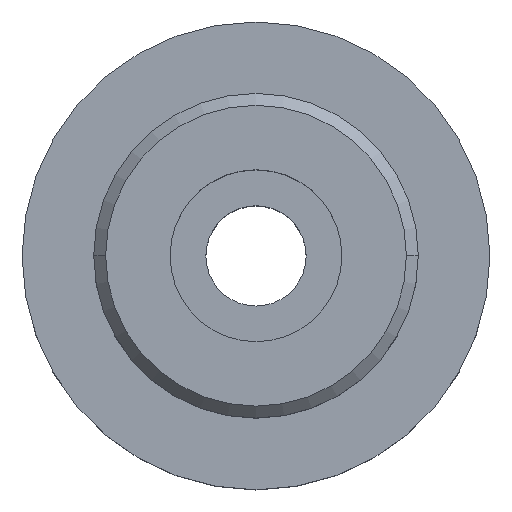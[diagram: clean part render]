
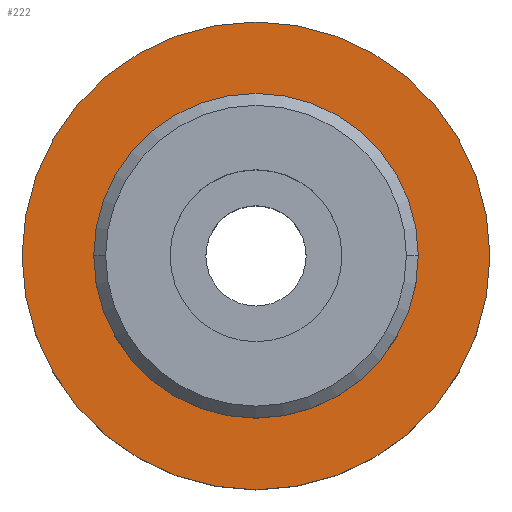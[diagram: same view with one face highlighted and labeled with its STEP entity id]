
A CAD part, top view. The second image highlights one B-rep face of the part: STEP entity #222.
In plain terms, the highlighted planar face has unit normal (0, 0, 1).
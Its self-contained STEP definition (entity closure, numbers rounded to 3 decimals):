
#100=VERTEX_POINT('',#265);
#112=VERTEX_POINT('',#277);
#118=EDGE_CURVE('',#164,#100,#283,.T.);
#126=EDGE_CURVE('',#112,#212,#293,.T.);
#164=VERTEX_POINT('',#337);
#212=VERTEX_POINT('',#392);
#222=ADVANCED_FACE('',(#405,#406),#407,.T.);
#230=EDGE_CURVE('',#100,#164,#416,.T.);
#238=EDGE_CURVE('',#212,#112,#424,.T.);
#265=CARTESIAN_POINT('',(-17.0,0.,12.0));
#277=CARTESIAN_POINT('',(24.5,0.,12.0));
#283=CIRCLE('',#467,17.0);
#293=CIRCLE('',#480,24.5);
#337=CARTESIAN_POINT('',(17.0,0.,12.0));
#392=CARTESIAN_POINT('',(-24.5,0.,12.0));
#405=FACE_BOUND('',#614,.T.);
#406=FACE_OUTER_BOUND('',#615,.T.);
#407=PLANE('',#616);
#416=CIRCLE('',#630,17.0);
#424=CIRCLE('',#642,24.5);
#467=AXIS2_PLACEMENT_3D('',#672,#673,#674);
#480=AXIS2_PLACEMENT_3D('',#692,#693,#694);
#614=EDGE_LOOP('',(#837,#838));
#615=EDGE_LOOP('',(#839,#840));
#616=AXIS2_PLACEMENT_3D('',#841,#842,#843);
#630=AXIS2_PLACEMENT_3D('',#854,#855,#856);
#642=AXIS2_PLACEMENT_3D('',#861,#862,#863);
#672=CARTESIAN_POINT('',(0.0,0.,12.0));
#673=DIRECTION('',(0.0,0.0,1.0));
#674=DIRECTION('',(-1.0,0.,0.0));
#692=CARTESIAN_POINT('',(0.0,0.,12.0));
#693=DIRECTION('',(0.0,0.0,1.0));
#694=DIRECTION('',(-1.0,0.,0.0));
#837=ORIENTED_EDGE('',*,*,#230,.F.);
#838=ORIENTED_EDGE('',*,*,#118,.F.);
#839=ORIENTED_EDGE('',*,*,#238,.T.);
#840=ORIENTED_EDGE('',*,*,#126,.T.);
#841=CARTESIAN_POINT('',(-20.75,0.,12.0));
#842=DIRECTION('',(0.0,0.0,1.0));
#843=DIRECTION('',(-1.0,0.,0.0));
#854=CARTESIAN_POINT('',(0.0,0.,12.0));
#855=DIRECTION('',(0.0,0.0,1.0));
#856=DIRECTION('',(-1.0,0.,0.0));
#861=CARTESIAN_POINT('',(0.0,0.,12.0));
#862=DIRECTION('',(0.0,0.0,1.0));
#863=DIRECTION('',(-1.0,0.,0.0));
